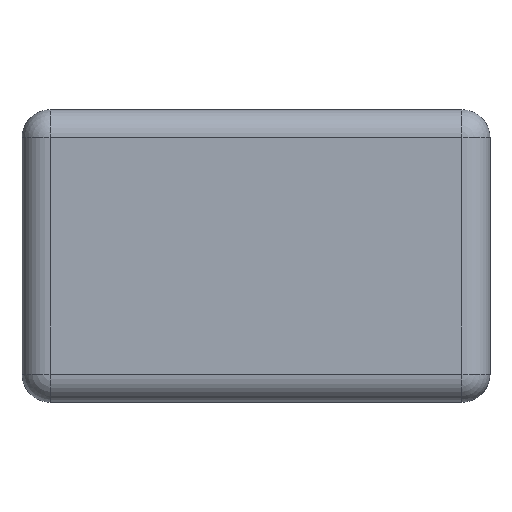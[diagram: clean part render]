
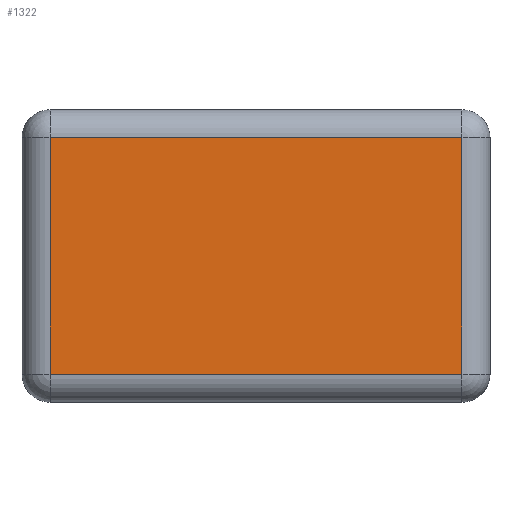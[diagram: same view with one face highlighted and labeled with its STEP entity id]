
A CAD part, top view. The second image highlights one B-rep face of the part: STEP entity #1322.
In plain terms, the highlighted face is planar.
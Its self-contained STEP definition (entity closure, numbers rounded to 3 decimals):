
#383=ORIENTED_EDGE('',*,*,#597,.F.);
#384=ORIENTED_EDGE('',*,*,#598,.F.);
#385=ORIENTED_EDGE('',*,*,#599,.F.);
#386=ORIENTED_EDGE('',*,*,#600,.F.);
#597=EDGE_CURVE('',#735,#736,#835,.T.);
#598=EDGE_CURVE('',#737,#735,#836,.T.);
#599=EDGE_CURVE('',#738,#737,#837,.T.);
#600=EDGE_CURVE('',#736,#738,#838,.T.);
#735=VERTEX_POINT('',#3262);
#736=VERTEX_POINT('',#3263);
#737=VERTEX_POINT('',#3265);
#738=VERTEX_POINT('',#3267);
#835=LINE('',#3261,#935);
#836=LINE('',#3264,#936);
#837=LINE('',#3266,#937);
#838=LINE('',#3268,#938);
#935=VECTOR('',#1709,1000.);
#936=VECTOR('',#1710,1000.);
#937=VECTOR('',#1711,1000.);
#938=VECTOR('',#1712,1000.);
#1061=EDGE_LOOP('',(#383,#384,#385,#386));
#1189=FACE_BOUND('',#1061,.T.);
#1247=PLANE('',#1460);
#1322=ADVANCED_FACE('',(#1189),#1247,.F.);
#1460=AXIS2_PLACEMENT_3D('',#3260,#1707,#1708);
#1707=DIRECTION('',(0.,0.,1.));
#1708=DIRECTION('',(1.,0.,0.));
#1709=DIRECTION('',(0.,-1.,0.));
#1710=DIRECTION('',(-1.,0.,0.));
#1711=DIRECTION('',(0.,1.,0.));
#1712=DIRECTION('',(1.,0.,0.));
#3260=CARTESIAN_POINT('',(-0.625,-1.,-0.5));
#3261=CARTESIAN_POINT('',(-0.505,-1.,-0.5));
#3262=CARTESIAN_POINT('',(-0.505,0.88,-0.5));
#3263=CARTESIAN_POINT('',(-0.505,-0.88,-0.5));
#3264=CARTESIAN_POINT('',(-0.625,0.88,-0.5));
#3265=CARTESIAN_POINT('',(0.505,0.88,-0.5));
#3266=CARTESIAN_POINT('',(0.505,-1.,-0.5));
#3267=CARTESIAN_POINT('',(0.505,-0.88,-0.5));
#3268=CARTESIAN_POINT('',(-0.625,-0.88,-0.5));
